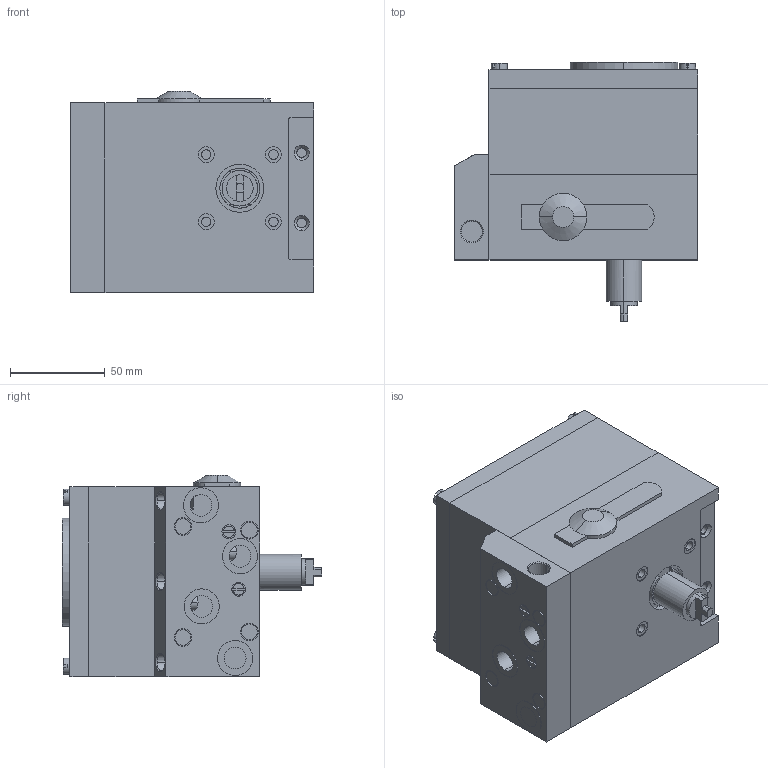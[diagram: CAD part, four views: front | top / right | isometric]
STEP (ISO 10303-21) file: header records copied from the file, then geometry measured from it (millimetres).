
FILE_DESCRIPTION (( 'STEP AP214' ), '1' );
FILE_NAME ('P5+F5 utan manometrar_140926.STEP', '2014-09-29T13:56:45', ( '' ), ( '' ), 'SwSTEP 2.0', 'SolidWorks 2014', '' );
FILE_SCHEMA (( 'AUTOMOTIVE_DESIGN' ));
Length unit declared in the file: millimetre
Products named in the file (1): P5+F5 utan manometrar_140926
Bounding box: 128.4 x 136.4 x 106 mm (x, y, z)
Volume: 1182671.8 mm3; surface area: 147661.2 mm2
Topology: 11 solids, 11 shells, 408 faces, 942 edges, 614 vertices
Faces by surface type: plane 213, cylinder 165, cone 24, torus 6
Entity records: 12052 total; most frequent: CARTESIAN_POINT 2188, DIRECTION 2143, ORIENTED_EDGE 1884, EDGE_CURVE 942, AXIS2_PLACEMENT_3D 819, VERTEX_POINT 614, LINE 505, VECTOR 505
